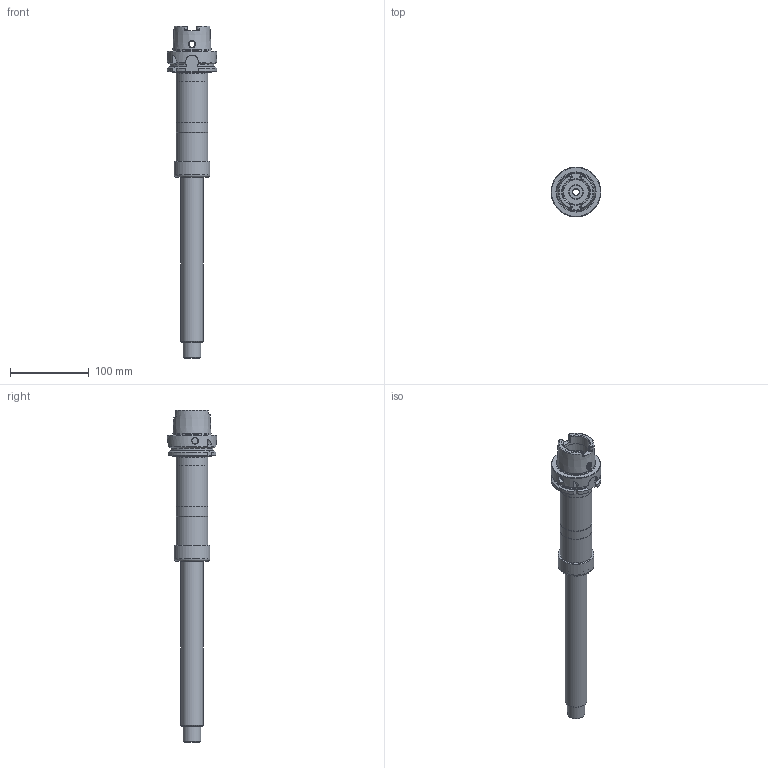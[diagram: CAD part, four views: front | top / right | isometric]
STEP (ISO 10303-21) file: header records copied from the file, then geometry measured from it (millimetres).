
FILE_DESCRIPTION(/* description */ (''),/* implementation_level */ '2;1');
FILE_NAME(/* name */ '886513230.stp',/* time_stamp */ '2021-07-28T09:03:00',/* author */ ('LRA'),/* organization */ ('REGO-FIX'),/* preprocessor_version */ ' Unknown',/* originating_system */ 'SIEMENS PLM Software Solid Edge ST10',/* authorization */ 'Unknown');
FILE_SCHEMA (('AUTOMOTIVE_DESIGN { 1 0 10303 214 2 1 1}'));
Length unit declared in the file: millimetre
Products named in the file (1): NOCUT
Bounding box: 63 x 63 x 421.5 mm (x, y, z)
Volume: 357692 mm3; surface area: 78311.8 mm2
Topology: 1 solids, 3 shells, 192 faces, 471 edges, 295 vertices
Faces by surface type: plane 56, cylinder 52, cone 51, torus 33
Full cylindrical faces by diameter (mm): 7.5 x2, 8.35 x1, 8.376 x1, 8.4 x1, 8.5 x1, 10 x2, 10.5 x1, 14 x1, 16.917 x1, 20 x1, 22 x1, 23.8 x1, 24.7 x1, 25 x1, 28 x1, 29 x1, 33 x1, 34 x3, 38.376 x1, 40 x3, 40.05 x1, 40.5 x2, 43.3 x1, 45.65 x1, 48.129 x1, 63 x1
Entity records: 6576 total; most frequent: CARTESIAN_POINT 1238, DIRECTION 844, ORIENTED_EDGE 694, AXIS2_PLACEMENT_3D 377, EDGE_CURVE 347, EDGE_LOOP 305, FACE_BOUND 305, VERTEX_POINT 264
